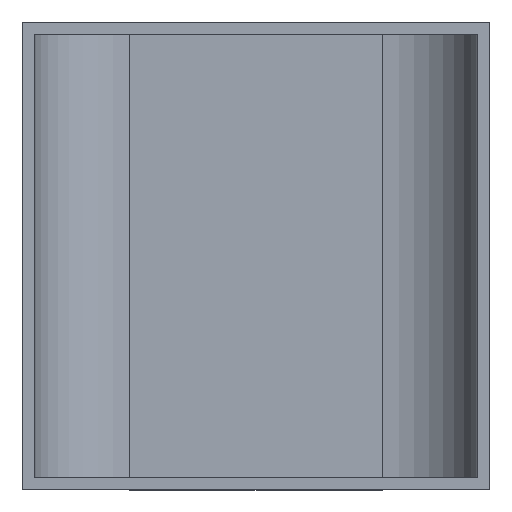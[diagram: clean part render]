
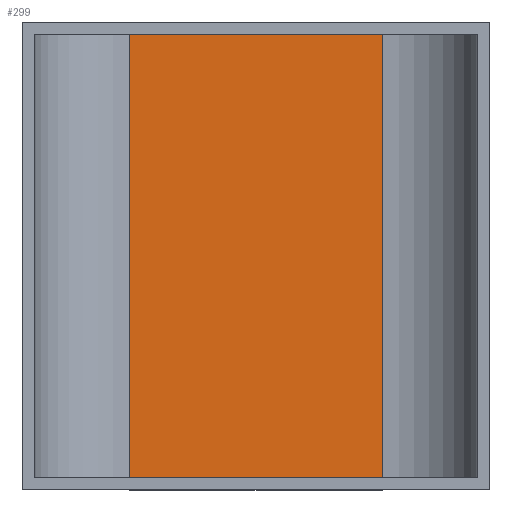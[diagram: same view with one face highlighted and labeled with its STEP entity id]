
A CAD part, top view. The second image highlights one B-rep face of the part: STEP entity #299.
In plain terms, the highlighted planar face has unit normal (0, 0, 1).
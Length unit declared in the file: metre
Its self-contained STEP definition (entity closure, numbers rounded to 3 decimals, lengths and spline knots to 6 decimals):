
#29=LINE('',#480,#57);
#30=LINE('',#488,#58);
#31=LINE('',#490,#59);
#32=LINE('',#492,#60);
#57=VECTOR('',#383,1.);
#58=VECTOR('',#392,1.);
#59=VECTOR('',#393,1.);
#60=VECTOR('',#394,1.);
#94=ORIENTED_EDGE('',*,*,#170,.F.);
#95=ORIENTED_EDGE('',*,*,#174,.F.);
#96=ORIENTED_EDGE('',*,*,#175,.T.);
#97=ORIENTED_EDGE('',*,*,#176,.F.);
#170=EDGE_CURVE('',#210,#211,#29,.T.);
#174=EDGE_CURVE('',#214,#210,#30,.F.);
#175=EDGE_CURVE('',#214,#215,#31,.T.);
#176=EDGE_CURVE('',#211,#215,#32,.T.);
#210=VERTEX_POINT('',#479);
#211=VERTEX_POINT('',#481);
#214=VERTEX_POINT('',#489);
#215=VERTEX_POINT('',#491);
#242=EDGE_LOOP('',(#94,#95,#96,#97));
#268=FACE_BOUND('',#242,.T.);
#288=PLANE('',#337);
#299=ADVANCED_FACE('',(#268),#288,.F.);
#337=AXIS2_PLACEMENT_3D('',#487,#390,#391);
#383=DIRECTION('',(-1.,0.,0.));
#390=DIRECTION('',(0.,0.,-1.));
#391=DIRECTION('',(-1.,0.,0.));
#392=DIRECTION('',(0.,1.,0.));
#393=DIRECTION('',(-1.,0.,0.));
#394=DIRECTION('',(0.,1.,0.));
#479=CARTESIAN_POINT('',(0.0412,-0.1484,-0.082646));
#480=CARTESIAN_POINT('',(0.,-0.1484,-0.082646));
#481=CARTESIAN_POINT('',(-0.0412,-0.1484,-0.082646));
#487=CARTESIAN_POINT('',(0.,-0.1524,-0.082646));
#488=CARTESIAN_POINT('',(0.0412,-0.1524,-0.082646));
#489=CARTESIAN_POINT('',(0.0412,-0.004,-0.082646));
#490=CARTESIAN_POINT('',(0.,-0.004,-0.082646));
#491=CARTESIAN_POINT('',(-0.0412,-0.004,-0.082646));
#492=CARTESIAN_POINT('',(-0.0412,-0.1524,-0.082646));
